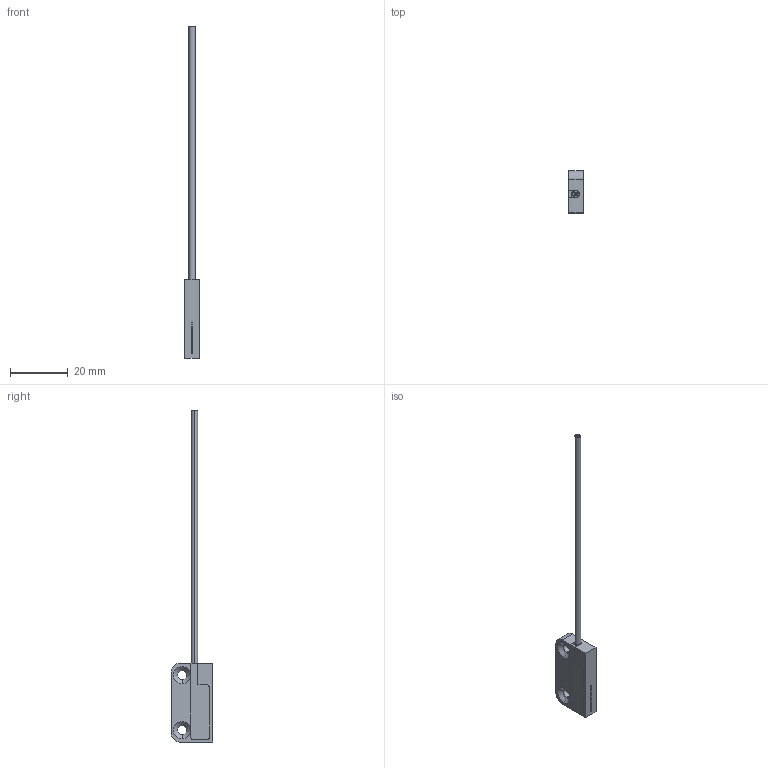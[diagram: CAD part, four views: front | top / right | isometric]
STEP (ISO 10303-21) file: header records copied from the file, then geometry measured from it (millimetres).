
FILE_DESCRIPTION((''),'2;1');
FILE_NAME('191575_ASM','2016-02-16T',('pdmadmin'),(''),'PRO/ENGINEER BY PARAMETRIC TECHNOLOGY CORPORATION, 2013230','PRO/ENGINEER BY PARAMETRIC TECHNOLOGY CORPORATION, 2013230','');
FILE_SCHEMA(('CONFIG_CONTROL_DESIGN'));
Length unit declared in the file: inch
Products named in the file (21): 119855_AF0; 10143_AF0; FIBER_CORE_010_0-25_AF0; FIBER_CORE_010_0-25_AF1; FIBER_CORE_010_0-25_AF2; FIBER_CORE_010_0-25_AF3; FIBER_CORE_010_0-25_AF4; FIBER_CORE_010_0-25_AF5; FIBER_CORE_010_0-25_AF6; FIBER_CORE_010_0-25_AF7; FIBER_CORE_010_0-25_AF8; FIBER_CORE_010_0-25_AF9; FIBER_CORE_010_0-25_AF10; FIBER_CORE_010_0-25_AF11; FIBER_CORE_010_0-25_AF12; FIBER_CORE_010_0-25_AF13; FIBER_CORE_010_0-25_AF14; FIBER_CORE_010_0-25_AF15; 73304_ASM; 73304_POTTING; 191575_ASM
Assembly tree (20 placements, depth 3):
  191575_ASM
    73304_ASM
      119855_AF0
      10143_AF0
      FIBER_CORE_010_0-25_AF0
      FIBER_CORE_010_0-25_AF1
      FIBER_CORE_010_0-25_AF2
      FIBER_CORE_010_0-25_AF3
      FIBER_CORE_010_0-25_AF4
      FIBER_CORE_010_0-25_AF5
      FIBER_CORE_010_0-25_AF6
      FIBER_CORE_010_0-25_AF7
      FIBER_CORE_010_0-25_AF8
      FIBER_CORE_010_0-25_AF9
      FIBER_CORE_010_0-25_AF10
      FIBER_CORE_010_0-25_AF11
      FIBER_CORE_010_0-25_AF12
      FIBER_CORE_010_0-25_AF13
      FIBER_CORE_010_0-25_AF14
      FIBER_CORE_010_0-25_AF15
    73304_POTTING
Bounding box: 5.08 x 14.5 x 114.83 mm (x, y, z)
Volume: 1775.5 mm3; surface area: 3751 mm2
Topology: 26 solids, 26 shells, 219 faces, 475 edges, 314 vertices
Faces by surface type: cylinder 111, plane 100, cone 8
Entity records: 6715 total; most frequent: DIRECTION 1271, CARTESIAN_POINT 1095, ORIENTED_EDGE 950, AXIS2_PLACEMENT_3D 525, EDGE_CURVE 475, VERTEX_POINT 314, EDGE_LOOP 263, CIRCLE 247
